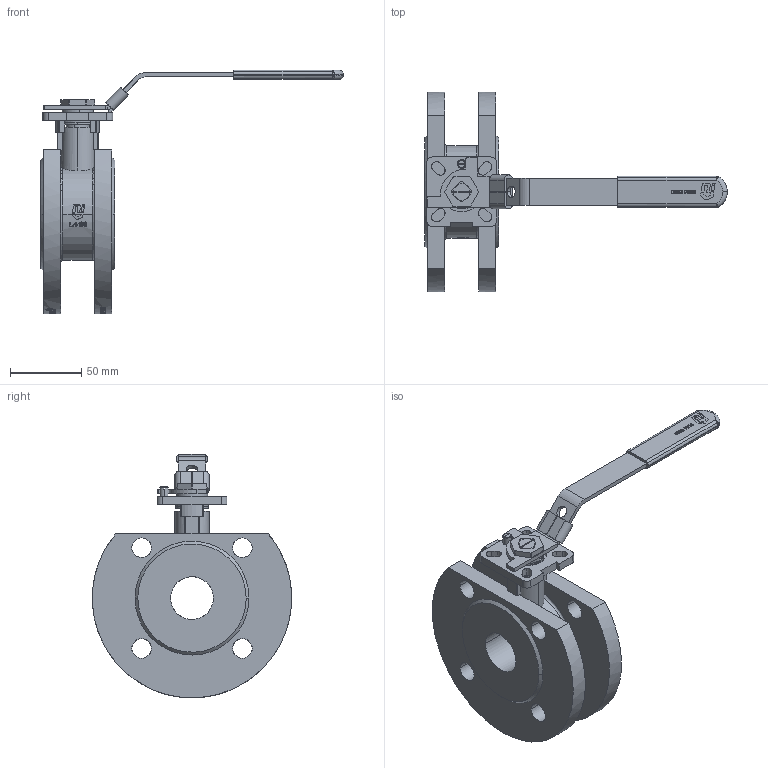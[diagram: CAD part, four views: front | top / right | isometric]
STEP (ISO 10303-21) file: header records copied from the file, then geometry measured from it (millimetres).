
FILE_DESCRIPTION(('HOOPS Exchange Step'),'2;1');
FILE_NAME('FK11_DN32.stp','2025-08-29T13:57:19+02:00',('nieru'),('Unknown organisation'),'HOOPS Exchange 2024.2','HOOPS Exchange','Unknown authorisation');
FILE_SCHEMA( ('AP203_CONFIGURATION_CONTROLLED_3D_DESIGN_OF_MECHANICAL_PARTS_AND_ASSEMBLIES_MIM_LF') );
Length unit declared in the file: millimetre
Products named in the file (2): 0; root
Assembly tree (1 placements, depth 2):
  root
    0
Bounding box: 212.5 x 139.91 x 170.99 mm (x, y, z)
Volume: 422478.9 mm3; surface area: 103151 mm2
Topology: 13 solids, 14 shells, 1201 faces, 3283 edges, 2176 vertices
Faces by surface type: bspline 528, plane 449, cylinder 200, torus 8, cone 8, sphere 8
Entity records: 75938 total; most frequent: CARTESIAN_POINT 49458, ORIENTED_EDGE 6566, DIRECTION 3520, EDGE_CURVE 3283, VERTEX_POINT 2176, B_SPLINE_CURVE_WITH_KNOTS 1505, VECTOR 1378, LINE 1378
